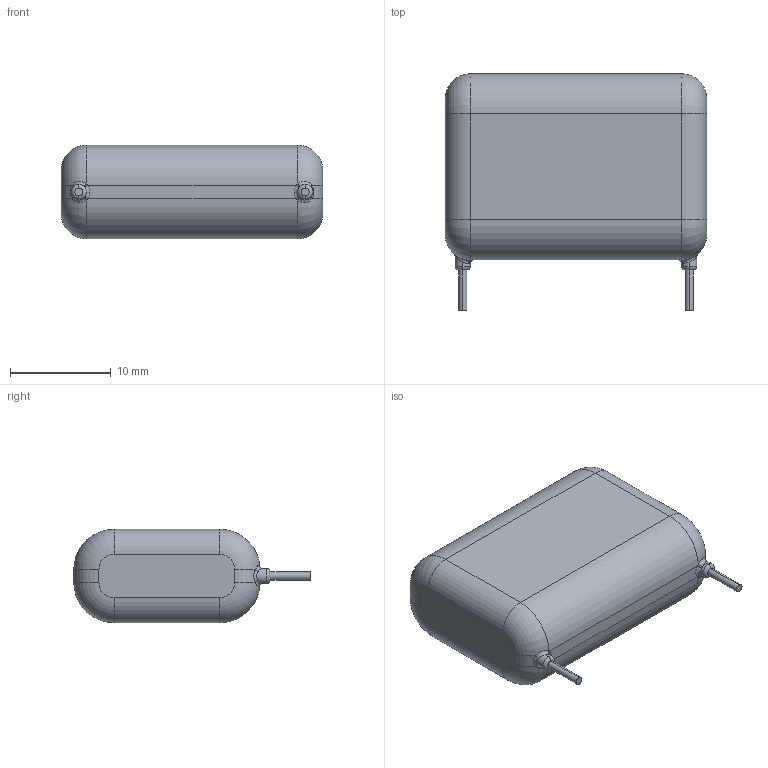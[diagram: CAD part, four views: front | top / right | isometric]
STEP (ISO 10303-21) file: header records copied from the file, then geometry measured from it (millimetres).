
FILE_DESCRIPTION (( 'STEP AP214' ), '1' );
FILE_NAME ('SW3dPS-ECQE(F) 0.47uf 630Vdc 250Vac.STEP', '2009-06-15T04:35:14', ( 'sysAdmin' ), ( 'SolidWorks' ), 'SwSTEP 2.0', 'SolidWorks 2009', '' );
FILE_SCHEMA (( 'AUTOMOTIVE_DESIGN' ));
Length unit declared in the file: millimetre
Products named in the file (1): SW3dPS-ECQE(F) 0.47uf 630Vdc 250Vac
Bounding box: 26 x 23.5 x 9.3 mm (x, y, z)
Volume: 4002.9 mm3; surface area: 1502.1 mm2
Topology: 1 solids, 1 shells, 52 faces, 118 edges, 68 vertices
Faces by surface type: cylinder 20, torus 14, bspline 10, plane 8
Entity records: 2354 total; most frequent: CARTESIAN_POINT 625, DIRECTION 244, ORIENTED_EDGE 236, EDGE_CURVE 118, AXIS2_PLACEMENT_3D 107, VERTEX_POINT 68, CIRCLE 64, UNCERTAINTY_MEASURE_WITH_UNIT 55
